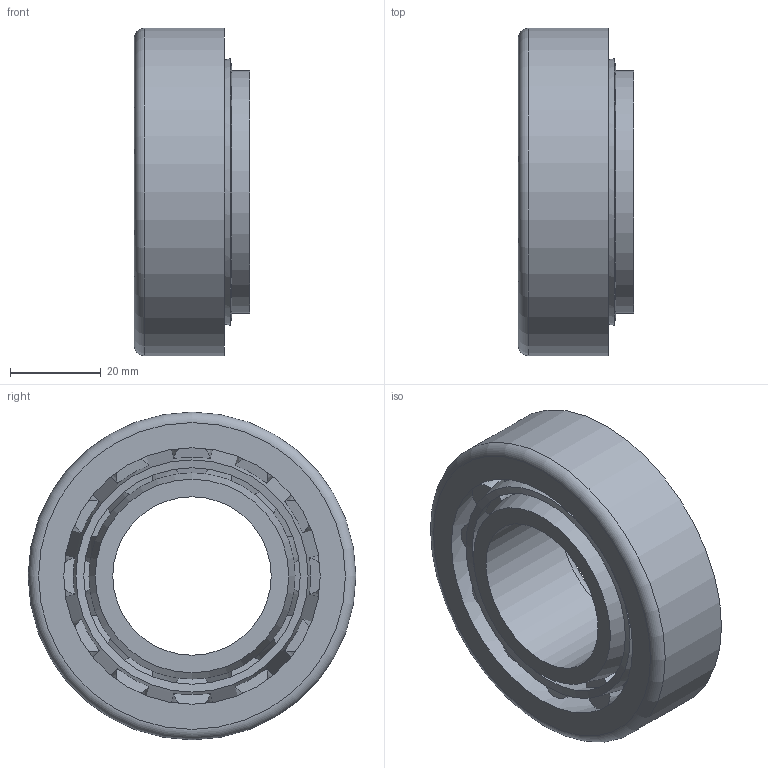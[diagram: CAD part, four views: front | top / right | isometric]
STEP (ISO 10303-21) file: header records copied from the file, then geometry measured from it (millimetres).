
FILE_DESCRIPTION(/* description */ ('STEP AP214'),/* implementation_level */ '2;1');
FILE_NAME(/* name */ '4T-HM88649_HM88610',/* time_stamp */ '2025-09-11T15:43:27+02:00',/* author */ ('License CC BY-ND 4.0'),/* organization */ ('CADENAS'),/* preprocessor_version */ 'ST-DEVELOPER v19.3',/* originating_system */ 'PARTsolutions',/* authorisation */ ' ');
FILE_SCHEMA (('AUTOMOTIVE_DESIGN {1 0 10303 214 3 1 1}'));
Length unit declared in the file: millimetre
Products named in the file (4): 4T-HM88649/HM88610; 4T-HM88649/HM88610Inner ring; 4T-HM88649/HM88610Outer ring; 4T-HM88649/HM88610Ball Cage
Assembly tree (3 placements, depth 2):
  4T-HM88649/HM88610
    4T-HM88649/HM88610Inner ring
    4T-HM88649/HM88610Outer ring
    4T-HM88649/HM88610Ball Cage
Bounding box: 25.4 x 72.23 x 72.23 mm (x, y, z)
Volume: 54386.7 mm3; surface area: 28770.8 mm2
Topology: 3 solids, 3 shells, 91 faces, 184 edges, 119 vertices
Faces by surface type: plane 52, cone 34, cylinder 3, torus 2
Full cylindrical faces by diameter (mm): 34.925 x1, 53.579 x1, 72.233 x1
Entity records: 2465 total; most frequent: CARTESIAN_POINT 517, DIRECTION 420, ORIENTED_EDGE 326, AXIS2_PLACEMENT_3D 210, EDGE_CURVE 163, EDGE_LOOP 134, FACE_BOUND 134, VERTEX_POINT 115
